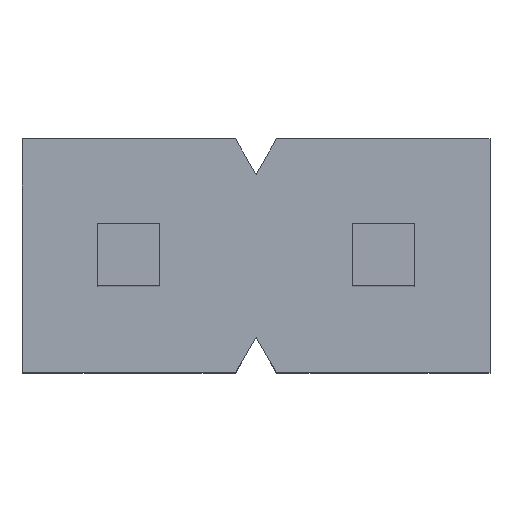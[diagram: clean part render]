
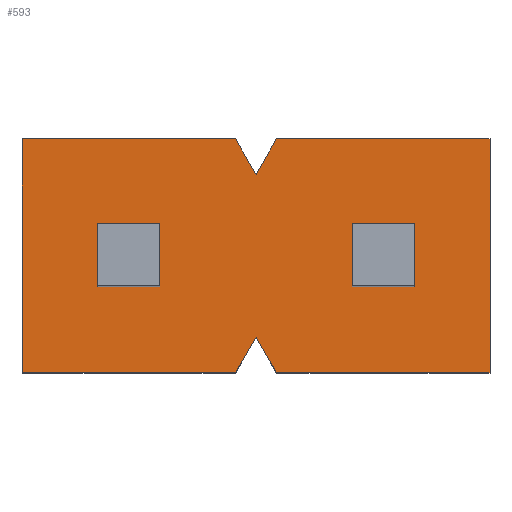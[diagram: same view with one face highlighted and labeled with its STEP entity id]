
A CAD part, top view. The second image highlights one B-rep face of the part: STEP entity #593.
In plain terms, the highlighted planar face has unit normal (0, 0, 1).
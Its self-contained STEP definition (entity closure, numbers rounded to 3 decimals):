
#2=DIRECTION('',(-1.,0.,0.));
#3=VECTOR('',#2,0.622);
#4=CARTESIAN_POINT('',(-0.959,-0.311,0.));
#5=LINE('',#4,#3);
#6=DIRECTION('',(0.,1.,0.));
#7=VECTOR('',#6,0.622);
#8=CARTESIAN_POINT('',(-0.959,-0.311,0.));
#9=LINE('',#8,#7);
#10=DIRECTION('',(-1.,0.,0.));
#11=VECTOR('',#10,0.622);
#12=CARTESIAN_POINT('',(-0.959,0.311,0.));
#13=LINE('',#12,#11);
#14=DIRECTION('',(0.,1.,0.));
#15=VECTOR('',#14,0.622);
#16=CARTESIAN_POINT('',(-1.581,-0.311,0.));
#17=LINE('',#16,#15);
#18=DIRECTION('',(-1.,0.,0.));
#19=VECTOR('',#18,0.622);
#20=CARTESIAN_POINT('',(1.581,-0.311,0.));
#21=LINE('',#20,#19);
#22=DIRECTION('',(0.,1.,0.));
#23=VECTOR('',#22,0.622);
#24=CARTESIAN_POINT('',(1.581,-0.311,0.));
#25=LINE('',#24,#23);
#26=DIRECTION('',(-1.,0.,0.));
#27=VECTOR('',#26,0.622);
#28=CARTESIAN_POINT('',(1.581,0.311,0.));
#29=LINE('',#28,#27);
#30=DIRECTION('',(0.,1.,0.));
#31=VECTOR('',#30,0.622);
#32=CARTESIAN_POINT('',(0.959,-0.311,0.));
#33=LINE('',#32,#31);
#34=DIRECTION('',(0.5,-0.866,0.));
#35=VECTOR('',#34,0.411);
#36=CARTESIAN_POINT('',(-0.205,1.168,0.));
#37=LINE('',#36,#35);
#38=DIRECTION('',(0.5,0.866,0.));
#39=VECTOR('',#38,0.411);
#40=CARTESIAN_POINT('',(0.,0.813,0.));
#41=LINE('',#40,#39);
#42=DIRECTION('',(-1.,0.,0.));
#43=VECTOR('',#42,2.131);
#44=CARTESIAN_POINT('',(2.337,1.168,0.));
#45=LINE('',#44,#43);
#46=DIRECTION('',(0.,1.,0.));
#47=VECTOR('',#46,2.337);
#48=CARTESIAN_POINT('',(2.337,-1.168,0.));
#49=LINE('',#48,#47);
#50=DIRECTION('',(1.,0.,0.));
#51=VECTOR('',#50,2.131);
#52=CARTESIAN_POINT('',(0.205,-1.168,0.));
#53=LINE('',#52,#51);
#54=DIRECTION('',(-0.5,0.866,0.));
#55=VECTOR('',#54,0.411);
#56=CARTESIAN_POINT('',(0.205,-1.168,0.));
#57=LINE('',#56,#55);
#58=DIRECTION('',(-0.5,-0.866,0.));
#59=VECTOR('',#58,0.411);
#60=CARTESIAN_POINT('',(0.,-0.813,0.));
#61=LINE('',#60,#59);
#62=DIRECTION('',(1.,0.,0.));
#63=VECTOR('',#62,2.131);
#64=CARTESIAN_POINT('',(-2.337,-1.168,0.));
#65=LINE('',#64,#63);
#66=DIRECTION('',(0.,-1.,0.));
#67=VECTOR('',#66,2.337);
#68=CARTESIAN_POINT('',(-2.337,1.168,0.));
#69=LINE('',#68,#67);
#70=DIRECTION('',(-1.,0.,0.));
#71=VECTOR('',#70,2.131);
#72=CARTESIAN_POINT('',(-0.205,1.168,0.));
#73=LINE('',#72,#71);
#410=CARTESIAN_POINT('',(-2.337,1.168,0.));
#411=CARTESIAN_POINT('',(-2.337,-1.168,0.));
#412=VERTEX_POINT('',#410);
#413=VERTEX_POINT('',#411);
#414=CARTESIAN_POINT('',(2.337,-1.168,0.));
#415=CARTESIAN_POINT('',(2.337,1.168,0.));
#416=VERTEX_POINT('',#414);
#417=VERTEX_POINT('',#415);
#426=CARTESIAN_POINT('',(-0.205,1.168,0.));
#427=CARTESIAN_POINT('',(0.,0.813,0.));
#428=VERTEX_POINT('',#426);
#429=VERTEX_POINT('',#427);
#430=CARTESIAN_POINT('',(0.205,1.168,0.));
#431=VERTEX_POINT('',#430);
#432=CARTESIAN_POINT('',(0.,-0.813,0.));
#433=CARTESIAN_POINT('',(-0.205,-1.168,0.));
#434=VERTEX_POINT('',#432);
#435=VERTEX_POINT('',#433);
#436=CARTESIAN_POINT('',(0.205,-1.168,0.));
#437=VERTEX_POINT('',#436);
#474=CARTESIAN_POINT('',(-0.959,-0.311,0.));
#475=CARTESIAN_POINT('',(-1.581,-0.311,0.));
#476=VERTEX_POINT('',#474);
#477=VERTEX_POINT('',#475);
#478=CARTESIAN_POINT('',(-0.959,0.311,0.));
#479=CARTESIAN_POINT('',(-1.581,0.311,0.));
#480=VERTEX_POINT('',#478);
#481=VERTEX_POINT('',#479);
#522=CARTESIAN_POINT('',(1.581,-0.311,0.));
#523=VERTEX_POINT('',#522);
#524=CARTESIAN_POINT('',(0.959,-0.311,0.));
#525=VERTEX_POINT('',#524);
#530=CARTESIAN_POINT('',(1.581,0.311,0.));
#531=VERTEX_POINT('',#530);
#532=CARTESIAN_POINT('',(0.959,0.311,0.));
#533=VERTEX_POINT('',#532);
#546=CARTESIAN_POINT('',(0.,0.,0.));
#547=DIRECTION('',(0.,0.,1.));
#548=DIRECTION('',(1.,0.,0.));
#549=AXIS2_PLACEMENT_3D('',#546,#547,#548);
#550=PLANE('',#549);
#552=ORIENTED_EDGE('',*,*,#551,.T.);
#554=ORIENTED_EDGE('',*,*,#553,.T.);
#556=ORIENTED_EDGE('',*,*,#555,.F.);
#558=ORIENTED_EDGE('',*,*,#557,.F.);
#560=ORIENTED_EDGE('',*,*,#559,.F.);
#562=ORIENTED_EDGE('',*,*,#561,.T.);
#564=ORIENTED_EDGE('',*,*,#563,.T.);
#566=ORIENTED_EDGE('',*,*,#565,.F.);
#568=ORIENTED_EDGE('',*,*,#567,.F.);
#570=ORIENTED_EDGE('',*,*,#569,.F.);
#571=EDGE_LOOP('',(#552,#554,#556,#558,#560,#562,#564,#566,#568,#570));
#572=FACE_OUTER_BOUND('',#571,.F.);
#574=ORIENTED_EDGE('',*,*,#573,.F.);
#576=ORIENTED_EDGE('',*,*,#575,.T.);
#578=ORIENTED_EDGE('',*,*,#577,.T.);
#580=ORIENTED_EDGE('',*,*,#579,.F.);
#581=EDGE_LOOP('',(#574,#576,#578,#580));
#582=FACE_BOUND('',#581,.F.);
#584=ORIENTED_EDGE('',*,*,#583,.F.);
#586=ORIENTED_EDGE('',*,*,#585,.T.);
#588=ORIENTED_EDGE('',*,*,#587,.T.);
#590=ORIENTED_EDGE('',*,*,#589,.F.);
#591=EDGE_LOOP('',(#584,#586,#588,#590));
#592=FACE_BOUND('',#591,.F.);
#551=EDGE_CURVE('',#428,#429,#37,.T.);
#553=EDGE_CURVE('',#429,#431,#41,.T.);
#555=EDGE_CURVE('',#417,#431,#45,.T.);
#557=EDGE_CURVE('',#416,#417,#49,.T.);
#559=EDGE_CURVE('',#437,#416,#53,.T.);
#561=EDGE_CURVE('',#437,#434,#57,.T.);
#563=EDGE_CURVE('',#434,#435,#61,.T.);
#565=EDGE_CURVE('',#413,#435,#65,.T.);
#567=EDGE_CURVE('',#412,#413,#69,.T.);
#569=EDGE_CURVE('',#428,#412,#73,.T.);
#573=EDGE_CURVE('',#523,#525,#21,.T.);
#575=EDGE_CURVE('',#523,#531,#25,.T.);
#577=EDGE_CURVE('',#531,#533,#29,.T.);
#579=EDGE_CURVE('',#525,#533,#33,.T.);
#583=EDGE_CURVE('',#476,#477,#5,.T.);
#585=EDGE_CURVE('',#476,#480,#9,.T.);
#587=EDGE_CURVE('',#480,#481,#13,.T.);
#589=EDGE_CURVE('',#477,#481,#17,.T.);
#593=ADVANCED_FACE('',(#572,#582,#592),#550,.T.);
